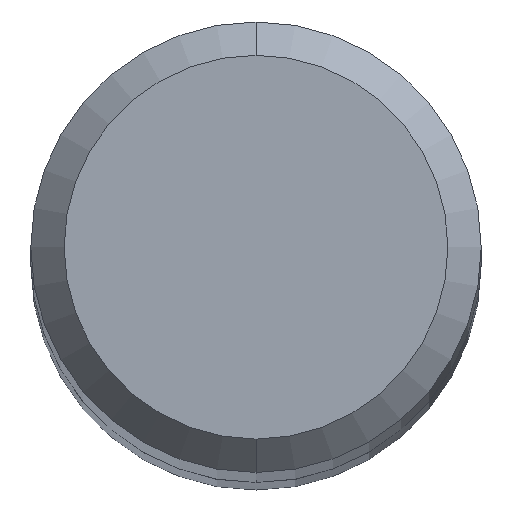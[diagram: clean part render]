
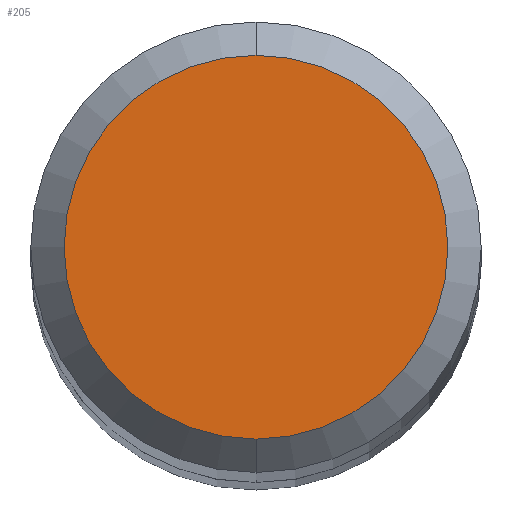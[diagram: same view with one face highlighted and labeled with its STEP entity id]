
A CAD part, top view. The second image highlights one B-rep face of the part: STEP entity #205.
In plain terms, the highlighted planar face has unit normal (0, 0, 1).
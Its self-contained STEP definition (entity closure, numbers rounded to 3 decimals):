
#177=VERTEX_POINT('',#453);
#187=EDGE_CURVE('',#213,#177,#463,.T.);
#205=ADVANCED_FACE('',(#483),#484,.T.);
#213=VERTEX_POINT('',#492);
#297=EDGE_CURVE('',#177,#213,#587,.T.);
#453=CARTESIAN_POINT('',(0.0,1.15,0.0));
#463=CIRCLE('',#762,1.15);
#483=FACE_OUTER_BOUND('',#810,.T.);
#484=PLANE('',#811);
#492=CARTESIAN_POINT('',(0.,-1.15,0.0));
#587=CIRCLE('',#1021,1.15);
#762=AXIS2_PLACEMENT_3D('',#1326,#1327,#1328);
#810=EDGE_LOOP('',(#1353,#1354));
#811=AXIS2_PLACEMENT_3D('',#1355,#1356,#1357);
#1021=AXIS2_PLACEMENT_3D('',#1487,#1488,#1489);
#1326=CARTESIAN_POINT('',(0.0,0.0,0.0));
#1327=DIRECTION('',(0.0,0.0,-1.0));
#1328=DIRECTION('',(0.0,1.0,0.0));
#1353=ORIENTED_EDGE('',*,*,#297,.F.);
#1354=ORIENTED_EDGE('',*,*,#187,.F.);
#1355=CARTESIAN_POINT('',(0.0,0.575,0.0));
#1356=DIRECTION('',(-0.0,0.0,1.0));
#1357=DIRECTION('',(0.0,-1.0,0.0));
#1487=CARTESIAN_POINT('',(0.0,0.0,0.0));
#1488=DIRECTION('',(0.0,0.0,-1.0));
#1489=DIRECTION('',(0.0,1.0,0.0));
